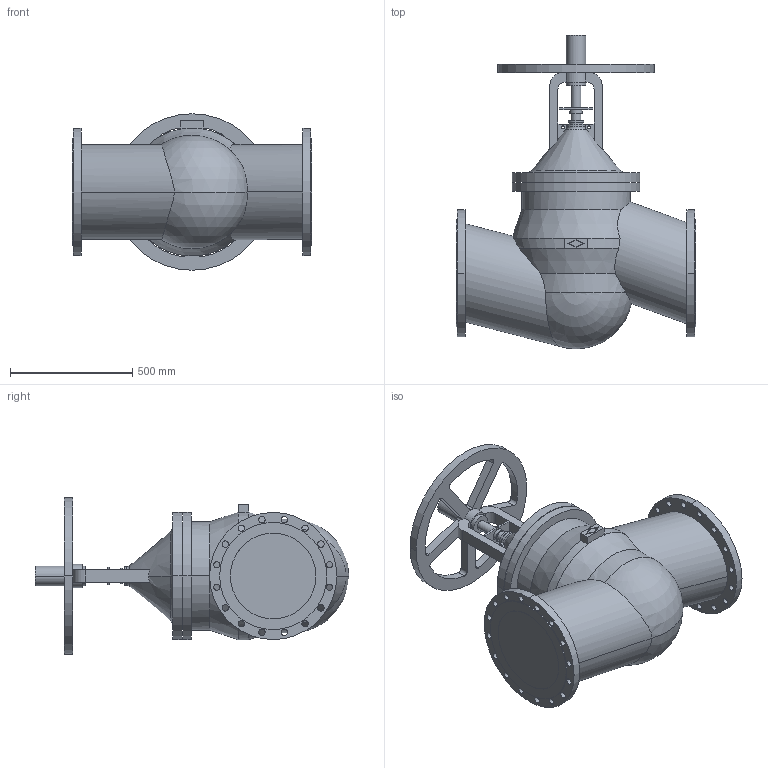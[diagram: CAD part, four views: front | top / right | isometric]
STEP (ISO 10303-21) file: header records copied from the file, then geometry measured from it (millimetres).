
FILE_DESCRIPTION(('CoCreate Modeling STEP Export'),'2;1');
FILE_NAME('c000004487.stp','2011-10-12T 9:44:47',(''),(''),'CoCreate Modeling STEP processor for AP214 (Solid Model)','CoCreate Modeling 17.0 01-Apr-2010 (C) Parametric Technology GmbH','');
FILE_SCHEMA(('AUTOMOTIVE_DESIGN { 1 0 10303 214 1 1 1 1 }'));
Length unit declared in the file: millimetre
Products named in the file (1): 1
Bounding box: 980 x 1283.06 x 640 mm (x, y, z)
Volume: 207350316.4 mm3; surface area: 3454512.1 mm2
Topology: 1 solids, 1 shells, 229 faces, 628 edges, 415 vertices
Faces by surface type: cylinder 149, plane 68, cone 6, torus 4, sphere 2
Entity records: 8915 total; most frequent: CARTESIAN_POINT 1577, ORIENTED_EDGE 1252, DIRECTION 1003, EDGE_CURVE 626, VERTEX_POINT 415, AXIS2_PLACEMENT_3D 365, EDGE_LOOP 327, VECTOR 273
